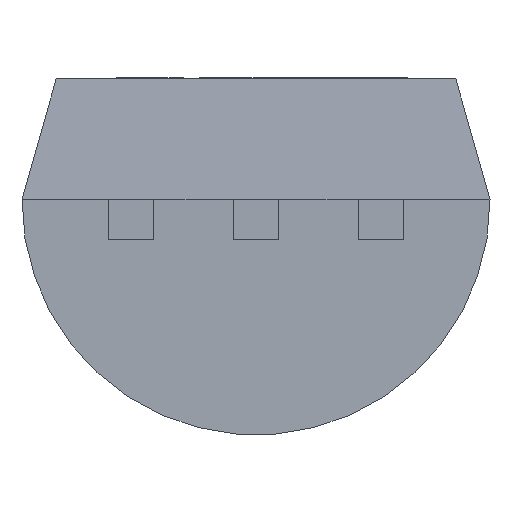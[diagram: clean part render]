
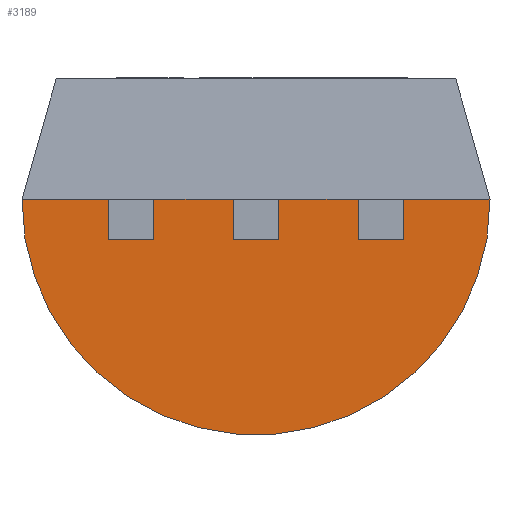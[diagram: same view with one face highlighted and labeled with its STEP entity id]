
A CAD part, front view. The second image highlights one B-rep face of the part: STEP entity #3189.
In plain terms, the highlighted planar face has unit normal (0, -1, 0).
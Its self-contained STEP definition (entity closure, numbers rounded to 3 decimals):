
#26 = VERTEX_POINT ( 'NONE', #5725 ) ;
#121 = CARTESIAN_POINT ( 'NONE',  ( 1.5, 0., -0.395 ) ) ;
#221 = CARTESIAN_POINT ( 'NONE',  ( 0.23, 0., -0.395 ) ) ;
#354 = DIRECTION ( 'NONE',  ( -1., 0., 0. ) ) ;
#400 = DIRECTION ( 'NONE',  ( 0., 0., 1. ) ) ;
#411 = PLANE ( 'NONE',  #2405 ) ;
#486 = DIRECTION ( 'NONE',  ( 0., 0., 1. ) ) ;
#502 = EDGE_CURVE ( 'NONE', #3099, #952, #4082, .T. ) ;
#548 = DIRECTION ( 'NONE',  ( -1., 0., 0. ) ) ;
#592 = CARTESIAN_POINT ( 'NONE',  ( -0.23, 0., 0.015 ) ) ;
#622 = VECTOR ( 'NONE', #3230, 1000. ) ;
#671 = CIRCLE ( 'NONE', #4248, 2.38 ) ;
#749 = DIRECTION ( 'NONE',  ( -1., 0., 0. ) ) ;
#952 = VERTEX_POINT ( 'NONE', #2953 ) ;
#986 = VECTOR ( 'NONE', #1002, 1000. ) ;
#989 = FACE_OUTER_BOUND ( 'NONE', #1142, .T. ) ;
#1002 = DIRECTION ( 'NONE',  ( 0., 0., 1. ) ) ;
#1026 = DIRECTION ( 'NONE',  ( 1., 0., 0. ) ) ;
#1142 = EDGE_LOOP ( 'NONE', ( #1245, #4175, #4913, #5484, #3948, #3374, #6109, #4682, #1655, #4572, #4807, #3351, #5847, #2165 ) ) ;
#1195 = VECTOR ( 'NONE', #354, 1000. ) ;
#1244 = VERTEX_POINT ( 'NONE', #2122 ) ;
#1245 = ORIENTED_EDGE ( 'NONE', *, *, #4869, .F. ) ;
#1330 = VECTOR ( 'NONE', #3603, 1000. ) ;
#1483 = VECTOR ( 'NONE', #548, 1000. ) ;
#1492 = CARTESIAN_POINT ( 'NONE',  ( 1.5, 0., 0.015 ) ) ;
#1497 = VERTEX_POINT ( 'NONE', #1492 ) ;
#1533 = LINE ( 'NONE', #2042, #1483 ) ;
#1545 = EDGE_CURVE ( 'NONE', #5355, #5618, #1976, .T. ) ;
#1554 = VECTOR ( 'NONE', #1758, 1000. ) ;
#1613 = VERTEX_POINT ( 'NONE', #6112 ) ;
#1655 = ORIENTED_EDGE ( 'NONE', *, *, #3801, .F. ) ;
#1758 = DIRECTION ( 'NONE',  ( 0., 0., 1. ) ) ;
#1766 = VERTEX_POINT ( 'NONE', #121 ) ;
#1887 = CARTESIAN_POINT ( 'NONE',  ( 0., 0., 0. ) ) ;
#1902 = VERTEX_POINT ( 'NONE', #3862 ) ;
#1976 = LINE ( 'NONE', #3190, #2593 ) ;
#1992 = CARTESIAN_POINT ( 'NONE',  ( -1.04, 0., 0.015 ) ) ;
#2042 = CARTESIAN_POINT ( 'NONE',  ( 2.38, 0., 0.015 ) ) ;
#2122 = CARTESIAN_POINT ( 'NONE',  ( -1.5, 0., 0.015 ) ) ;
#2165 = ORIENTED_EDGE ( 'NONE', *, *, #5772, .F. ) ;
#2232 = EDGE_CURVE ( 'NONE', #1244, #26, #5755, .T. ) ;
#2257 = LINE ( 'NONE', #5113, #622 ) ;
#2284 = DIRECTION ( 'NONE',  ( 0., 0., -1. ) ) ;
#2286 = EDGE_CURVE ( 'NONE', #3099, #5266, #1533, .T. ) ;
#2335 = VECTOR ( 'NONE', #400, 1000. ) ;
#2365 = CARTESIAN_POINT ( 'NONE',  ( 0.23, 0., -0.395 ) ) ;
#2405 = AXIS2_PLACEMENT_3D ( 'NONE', #4883, #5747, #486 ) ;
#2449 = DIRECTION ( 'NONE',  ( 0., 0., 1. ) ) ;
#2483 = LINE ( 'NONE', #2578, #2604 ) ;
#2562 = EDGE_CURVE ( 'NONE', #1902, #1497, #4158, .T. ) ;
#2578 = CARTESIAN_POINT ( 'NONE',  ( 2.38, 0., 0.015 ) ) ;
#2593 = VECTOR ( 'NONE', #749, 1000. ) ;
#2604 = VECTOR ( 'NONE', #3561, 1000. ) ;
#2638 = VECTOR ( 'NONE', #3277, 1000. ) ;
#2676 = EDGE_CURVE ( 'NONE', #4581, #5618, #3800, .T. ) ;
#2726 = CARTESIAN_POINT ( 'NONE',  ( 0.23, 0., 0.015 ) ) ;
#2821 = CARTESIAN_POINT ( 'NONE',  ( 2.38, 0., 0.015 ) ) ;
#2830 = LINE ( 'NONE', #4783, #2335 ) ;
#2838 = EDGE_CURVE ( 'NONE', #5355, #1613, #4269, .T. ) ;
#2845 = CARTESIAN_POINT ( 'NONE',  ( -1.5, 0., -0.395 ) ) ;
#2938 = LINE ( 'NONE', #2365, #5234 ) ;
#2953 = CARTESIAN_POINT ( 'NONE',  ( 1.04, 0., -0.395 ) ) ;
#2967 = DIRECTION ( 'NONE',  ( 0., 1., 0. ) ) ;
#3022 = VECTOR ( 'NONE', #4769, 1000. ) ;
#3044 = CARTESIAN_POINT ( 'NONE',  ( -1.04, 0., -0.395 ) ) ;
#3099 = VERTEX_POINT ( 'NONE', #4619 ) ;
#3189 = ADVANCED_FACE ( 'NONE', ( #989 ), #411, .F. ) ;
#3190 = CARTESIAN_POINT ( 'NONE',  ( 2.38, 0., 0.015 ) ) ;
#3230 = DIRECTION ( 'NONE',  ( 1., 0., 0. ) ) ;
#3259 = EDGE_CURVE ( 'NONE', #1244, #3937, #2483, .T. ) ;
#3277 = DIRECTION ( 'NONE',  ( 1., 0., 0. ) ) ;
#3351 = ORIENTED_EDGE ( 'NONE', *, *, #3479, .F. ) ;
#3374 = ORIENTED_EDGE ( 'NONE', *, *, #2838, .F. ) ;
#3479 = EDGE_CURVE ( 'NONE', #1902, #3937, #671, .T. ) ;
#3561 = DIRECTION ( 'NONE',  ( -1., 0., 0. ) ) ;
#3603 = DIRECTION ( 'NONE',  ( 0., 0., -1. ) ) ;
#3740 = CARTESIAN_POINT ( 'NONE',  ( -1.04, 0., -0.395 ) ) ;
#3800 = LINE ( 'NONE', #5337, #986 ) ;
#3801 = EDGE_CURVE ( 'NONE', #26, #4581, #6230, .T. ) ;
#3862 = CARTESIAN_POINT ( 'NONE',  ( 2.38, 0., 0.015 ) ) ;
#3913 = EDGE_CURVE ( 'NONE', #4520, #5266, #2830, .T. ) ;
#3937 = VERTEX_POINT ( 'NONE', #3969 ) ;
#3948 = ORIENTED_EDGE ( 'NONE', *, *, #5842, .F. ) ;
#3969 = CARTESIAN_POINT ( 'NONE',  ( -2.38, 0., 0.015 ) ) ;
#4041 = VECTOR ( 'NONE', #2284, 1000. ) ;
#4082 = LINE ( 'NONE', #5491, #1330 ) ;
#4158 = LINE ( 'NONE', #2821, #1195 ) ;
#4175 = ORIENTED_EDGE ( 'NONE', *, *, #502, .F. ) ;
#4248 = AXIS2_PLACEMENT_3D ( 'NONE', #1887, #2967, #2449 ) ;
#4269 = LINE ( 'NONE', #4845, #4041 ) ;
#4520 = VERTEX_POINT ( 'NONE', #221 ) ;
#4572 = ORIENTED_EDGE ( 'NONE', *, *, #2232, .F. ) ;
#4581 = VERTEX_POINT ( 'NONE', #3044 ) ;
#4619 = CARTESIAN_POINT ( 'NONE',  ( 1.04, 0., 0.015 ) ) ;
#4682 = ORIENTED_EDGE ( 'NONE', *, *, #2676, .F. ) ;
#4740 = CARTESIAN_POINT ( 'NONE',  ( 1.5, 0., 0.015 ) ) ;
#4769 = DIRECTION ( 'NONE',  ( 0., 0., -1. ) ) ;
#4783 = CARTESIAN_POINT ( 'NONE',  ( 0.23, 0., 0.015 ) ) ;
#4807 = ORIENTED_EDGE ( 'NONE', *, *, #3259, .T. ) ;
#4845 = CARTESIAN_POINT ( 'NONE',  ( -0.23, 0., -0.395 ) ) ;
#4869 = EDGE_CURVE ( 'NONE', #952, #1766, #2257, .T. ) ;
#4883 = CARTESIAN_POINT ( 'NONE',  ( 0., 0., -0.176 ) ) ;
#4913 = ORIENTED_EDGE ( 'NONE', *, *, #2286, .T. ) ;
#5113 = CARTESIAN_POINT ( 'NONE',  ( 1.5, 0., -0.395 ) ) ;
#5234 = VECTOR ( 'NONE', #1026, 1000. ) ;
#5266 = VERTEX_POINT ( 'NONE', #2726 ) ;
#5337 = CARTESIAN_POINT ( 'NONE',  ( -1.04, 0., 0.015 ) ) ;
#5355 = VERTEX_POINT ( 'NONE', #592 ) ;
#5484 = ORIENTED_EDGE ( 'NONE', *, *, #3913, .F. ) ;
#5491 = CARTESIAN_POINT ( 'NONE',  ( 1.04, 0., -0.395 ) ) ;
#5618 = VERTEX_POINT ( 'NONE', #1992 ) ;
#5725 = CARTESIAN_POINT ( 'NONE',  ( -1.5, 0., -0.395 ) ) ;
#5747 = DIRECTION ( 'NONE',  ( 0., 1., 0. ) ) ;
#5755 = LINE ( 'NONE', #2845, #3022 ) ;
#5772 = EDGE_CURVE ( 'NONE', #1766, #1497, #6152, .T. ) ;
#5842 = EDGE_CURVE ( 'NONE', #1613, #4520, #2938, .T. ) ;
#5847 = ORIENTED_EDGE ( 'NONE', *, *, #2562, .T. ) ;
#6109 = ORIENTED_EDGE ( 'NONE', *, *, #1545, .T. ) ;
#6112 = CARTESIAN_POINT ( 'NONE',  ( -0.23, 0., -0.395 ) ) ;
#6152 = LINE ( 'NONE', #4740, #1554 ) ;
#6230 = LINE ( 'NONE', #3740, #2638 ) ;
